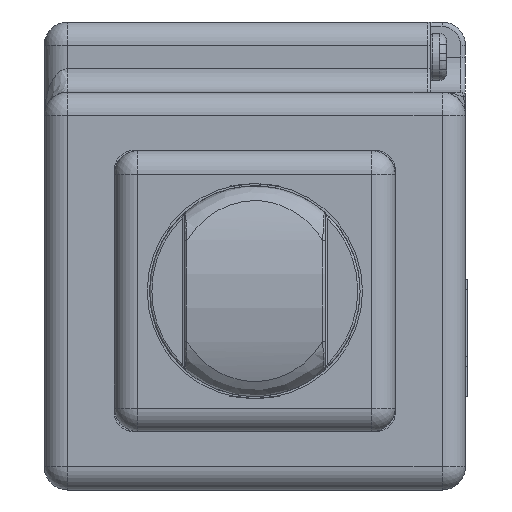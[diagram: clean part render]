
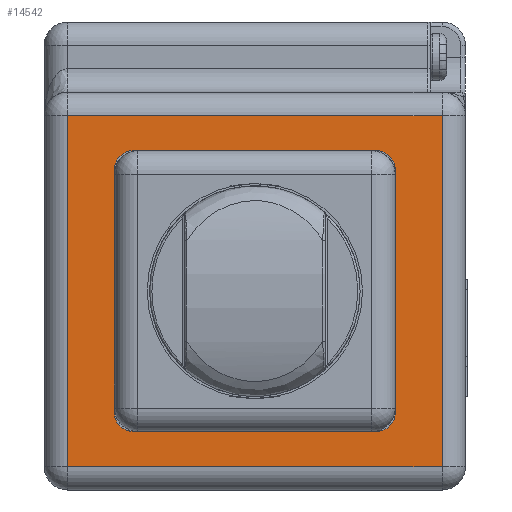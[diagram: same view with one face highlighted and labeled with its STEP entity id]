
A CAD part, front view. The second image highlights one B-rep face of the part: STEP entity #14542.
In plain terms, the highlighted planar face has unit normal (0, -1, 0).
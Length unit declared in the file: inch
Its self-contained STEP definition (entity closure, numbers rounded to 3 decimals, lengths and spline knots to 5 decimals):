
#86=DIRECTION('',(0.,0.,1.));
#87=VECTOR('',#86,0.3937);
#88=CARTESIAN_POINT('',(0.23622,-0.25984,
-0.19685));
#89=LINE('',#88,#87);
#160=DIRECTION('',(0.,0.,-1.));
#161=VECTOR('',#160,0.3937);
#162=CARTESIAN_POINT('',(-0.23622,-0.25984,
0.19685));
#163=LINE('',#162,#161);
#2373=DIRECTION('',(1.,0.,0.));
#2374=VECTOR('',#2373,0.62992);
#2375=CARTESIAN_POINT('',(-0.31496,-0.25984,
-0.29528));
#2376=LINE('',#2375,#2374);
#2381=DIRECTION('',(0.,0.,1.));
#2382=VECTOR('',#2381,0.59055);
#2383=CARTESIAN_POINT('',(0.31496,-0.25984,
-0.29528));
#2384=LINE('',#2383,#2382);
#2385=DIRECTION('',(0.,0.,-1.));
#2386=VECTOR('',#2385,0.59055);
#2387=CARTESIAN_POINT('',(-0.31496,-0.25984,
0.29528));
#2388=LINE('',#2387,#2386);
#2389=DIRECTION('',(1.,0.,0.));
#2390=VECTOR('',#2389,0.3937);
#2391=CARTESIAN_POINT('',(-0.19685,-0.25984,
-0.23622));
#2392=LINE('',#2391,#2390);
#2393=DIRECTION('',(1.,0.,0.));
#2394=VECTOR('',#2393,0.00787);
#2395=CARTESIAN_POINT('',(0.19685,-0.25984,
-0.23622));
#2396=LINE('',#2395,#2394);
#2397=DIRECTION('',(0.,0.,1.));
#2398=VECTOR('',#2397,0.00787);
#2399=CARTESIAN_POINT('',(0.23622,-0.25984,
-0.20472));
#2400=LINE('',#2399,#2398);
#2401=DIRECTION('',(0.,0.,1.));
#2402=VECTOR('',#2401,0.00787);
#2403=CARTESIAN_POINT('',(0.23622,-0.25984,
0.19685));
#2404=LINE('',#2403,#2402);
#2405=DIRECTION('',(-1.,0.,0.));
#2406=VECTOR('',#2405,0.00787);
#2407=CARTESIAN_POINT('',(0.20472,-0.25984,
0.23622));
#2408=LINE('',#2407,#2406);
#2409=DIRECTION('',(-1.,0.,0.));
#2410=VECTOR('',#2409,0.3937);
#2411=CARTESIAN_POINT('',(0.19685,-0.25984,
0.23622));
#2412=LINE('',#2411,#2410);
#2413=DIRECTION('',(-1.,0.,0.));
#2414=VECTOR('',#2413,0.00787);
#2415=CARTESIAN_POINT('',(-0.19685,-0.25984,
0.23622));
#2416=LINE('',#2415,#2414);
#2417=DIRECTION('',(0.,0.,-1.));
#2418=VECTOR('',#2417,0.00787);
#2419=CARTESIAN_POINT('',(-0.23622,-0.25984,
0.20472));
#2420=LINE('',#2419,#2418);
#2421=DIRECTION('',(0.,0.,-1.));
#2422=VECTOR('',#2421,0.00787);
#2423=CARTESIAN_POINT('',(-0.23622,-0.25984,
-0.19685));
#2424=LINE('',#2423,#2422);
#2425=DIRECTION('',(1.,0.,0.));
#2426=VECTOR('',#2425,0.00787);
#2427=CARTESIAN_POINT('',(-0.20472,-0.25984,
-0.23622));
#2428=LINE('',#2427,#2426);
#2433=DIRECTION('',(-1.,0.,0.));
#2434=VECTOR('',#2433,0.62992);
#2435=CARTESIAN_POINT('',(0.31496,-0.25984,
0.29528));
#2436=LINE('',#2435,#2434);
#6254=CARTESIAN_POINT('',(0.20472,-0.25984,
-0.20472));
#6255=DIRECTION('',(0.,1.,0.));
#6256=DIRECTION('',(1.,0.,0.));
#6257=AXIS2_PLACEMENT_3D('',#6254,#6255,#6256);
#6267=CARTESIAN_POINT('',(0.20472,-0.25984,
0.20472));
#6268=DIRECTION('',(0.,1.,0.));
#6269=DIRECTION('',(0.,0.,1.));
#6270=AXIS2_PLACEMENT_3D('',#6267,#6268,#6269);
#6306=CARTESIAN_POINT('',(-0.20472,-0.25984,
0.20472));
#6307=DIRECTION('',(0.,1.,0.));
#6308=DIRECTION('',(-1.,0.,0.));
#6309=AXIS2_PLACEMENT_3D('',#6306,#6307,#6308);
#6340=CARTESIAN_POINT('',(-0.20472,-0.25984,
-0.20472));
#6341=DIRECTION('',(0.,1.,0.));
#6342=DIRECTION('',(0.,0.,-1.));
#6343=AXIS2_PLACEMENT_3D('',#6340,#6341,#6342);
#9540=CARTESIAN_POINT('',(-0.31496,-0.25984,
0.29528));
#9541=CARTESIAN_POINT('',(-0.31496,-0.25984,
-0.29528));
#9542=VERTEX_POINT('',#9540);
#9543=VERTEX_POINT('',#9541);
#9625=CARTESIAN_POINT('',(-0.23622,-0.25984,
0.20472));
#9626=VERTEX_POINT('',#9625);
#9627=CARTESIAN_POINT('',(-0.20472,-0.25984,
0.23622));
#9628=VERTEX_POINT('',#9627);
#9633=CARTESIAN_POINT('',(-0.20472,-0.25984,
-0.23622));
#9634=VERTEX_POINT('',#9633);
#9635=CARTESIAN_POINT('',(-0.23622,-0.25984,
-0.20472));
#9636=VERTEX_POINT('',#9635);
#9779=CARTESIAN_POINT('',(-0.23622,-0.25984,
0.19685));
#9780=CARTESIAN_POINT('',(-0.23622,-0.25984,
-0.19685));
#9781=VERTEX_POINT('',#9779);
#9782=VERTEX_POINT('',#9780);
#9783=CARTESIAN_POINT('',(-0.19685,-0.25984,
0.23622));
#9785=VERTEX_POINT('',#9783);
#9791=CARTESIAN_POINT('',(-0.19685,-0.25984,
-0.23622));
#9793=VERTEX_POINT('',#9791);
#9833=CARTESIAN_POINT('',(0.31496,-0.25984,
-0.29528));
#9834=CARTESIAN_POINT('',(0.31496,-0.25984,
0.29528));
#9835=VERTEX_POINT('',#9833);
#9836=VERTEX_POINT('',#9834);
#10090=CARTESIAN_POINT('',(0.23622,-0.25984,
-0.20472));
#10091=VERTEX_POINT('',#10090);
#10092=CARTESIAN_POINT('',(0.20472,-0.25984,
-0.23622));
#10093=VERTEX_POINT('',#10092);
#10096=CARTESIAN_POINT('',(0.20472,-0.25984,
0.23622));
#10097=VERTEX_POINT('',#10096);
#10098=CARTESIAN_POINT('',(0.23622,-0.25984,
0.20472));
#10099=VERTEX_POINT('',#10098);
#10878=CARTESIAN_POINT('',(0.23622,-0.25984,
-0.19685));
#10879=CARTESIAN_POINT('',(0.23622,-0.25984,
0.19685));
#10880=VERTEX_POINT('',#10878);
#10881=VERTEX_POINT('',#10879);
#10882=CARTESIAN_POINT('',(0.19685,-0.25984,
0.23622));
#10884=VERTEX_POINT('',#10882);
#10888=CARTESIAN_POINT('',(0.19685,-0.25984,
-0.23622));
#10890=VERTEX_POINT('',#10888);
#14498=CARTESIAN_POINT('',(0.,-0.25984,-0.33465));
#14499=DIRECTION('',(0.,-1.,0.));
#14500=DIRECTION('',(1.,0.,0.));
#14501=AXIS2_PLACEMENT_3D('',#14498,#14499,#14500);
#14502=PLANE('',#14501);
#14504=ORIENTED_EDGE('',*,*,#14503,.F.);
#14506=ORIENTED_EDGE('',*,*,#14505,.F.);
#14507=ORIENTED_EDGE('',*,*,#14488,.F.);
#14509=ORIENTED_EDGE('',*,*,#14508,.F.);
#14510=EDGE_LOOP('',(#14504,#14506,#14507,#14509));
#14511=FACE_OUTER_BOUND('',#14510,.F.);
#14512=ORIENTED_EDGE('',*,*,#11855,.T.);
#14514=ORIENTED_EDGE('',*,*,#14513,.T.);
#14516=ORIENTED_EDGE('',*,*,#14515,.F.);
#14518=ORIENTED_EDGE('',*,*,#14517,.T.);
#14519=ORIENTED_EDGE('',*,*,#11815,.T.);
#14521=ORIENTED_EDGE('',*,*,#14520,.T.);
#14523=ORIENTED_EDGE('',*,*,#14522,.F.);
#14525=ORIENTED_EDGE('',*,*,#14524,.T.);
#14526=ORIENTED_EDGE('',*,*,#11779,.T.);
#14528=ORIENTED_EDGE('',*,*,#14527,.T.);
#14530=ORIENTED_EDGE('',*,*,#14529,.F.);
#14532=ORIENTED_EDGE('',*,*,#14531,.T.);
#14533=ORIENTED_EDGE('',*,*,#11888,.T.);
#14535=ORIENTED_EDGE('',*,*,#14534,.T.);
#14537=ORIENTED_EDGE('',*,*,#14536,.F.);
#14539=ORIENTED_EDGE('',*,*,#14538,.T.);
#14540=EDGE_LOOP('',(#14512,#14514,#14516,#14518,#14519,#14521,#14523,#14525,
#14526,#14528,#14530,#14532,#14533,#14535,#14537,#14539));
#14541=FACE_BOUND('',#14540,.F.);
#14542=ADVANCED_FACE('',(#14511,#14541),#14502,.T.);
#6258=CIRCLE('',#6257,0.0315);
#6271=CIRCLE('',#6270,0.0315);
#6310=CIRCLE('',#6309,0.0315);
#6344=CIRCLE('',#6343,0.0315);
#11779=EDGE_CURVE('',#10884,#9785,#2412,.T.);
#11815=EDGE_CURVE('',#10880,#10881,#89,.T.);
#11855=EDGE_CURVE('',#9793,#10890,#2392,.T.);
#11888=EDGE_CURVE('',#9781,#9782,#163,.T.);
#14488=EDGE_CURVE('',#9543,#9835,#2376,.T.);
#14503=EDGE_CURVE('',#9836,#9542,#2436,.T.);
#14505=EDGE_CURVE('',#9835,#9836,#2384,.T.);
#14508=EDGE_CURVE('',#9542,#9543,#2388,.T.);
#14513=EDGE_CURVE('',#10890,#10093,#2396,.T.);
#14515=EDGE_CURVE('',#10091,#10093,#6258,.T.);
#14517=EDGE_CURVE('',#10091,#10880,#2400,.T.);
#14520=EDGE_CURVE('',#10881,#10099,#2404,.T.);
#14522=EDGE_CURVE('',#10097,#10099,#6271,.T.);
#14524=EDGE_CURVE('',#10097,#10884,#2408,.T.);
#14527=EDGE_CURVE('',#9785,#9628,#2416,.T.);
#14529=EDGE_CURVE('',#9626,#9628,#6310,.T.);
#14531=EDGE_CURVE('',#9626,#9781,#2420,.T.);
#14534=EDGE_CURVE('',#9782,#9636,#2424,.T.);
#14536=EDGE_CURVE('',#9634,#9636,#6344,.T.);
#14538=EDGE_CURVE('',#9634,#9793,#2428,.T.);
